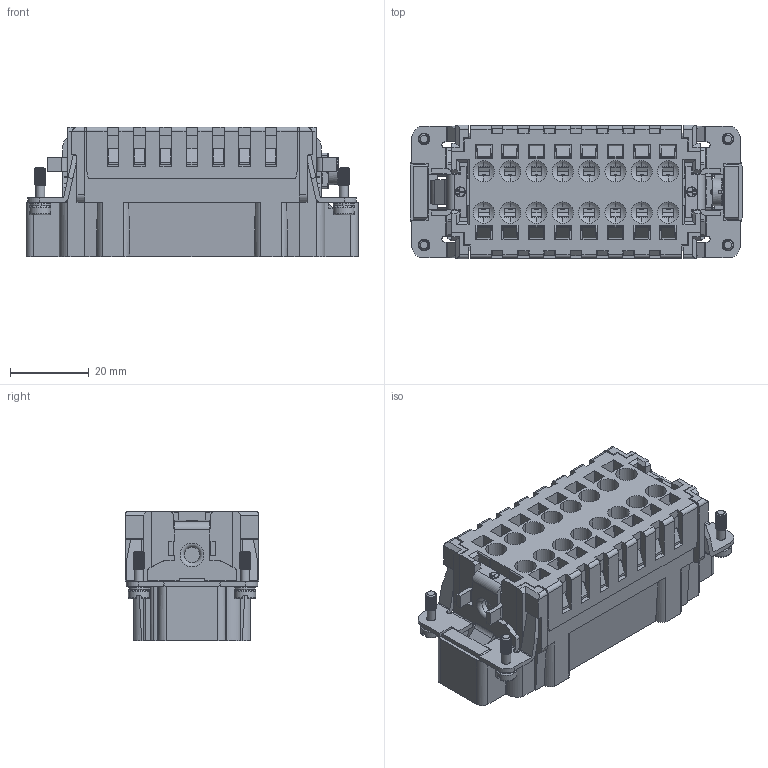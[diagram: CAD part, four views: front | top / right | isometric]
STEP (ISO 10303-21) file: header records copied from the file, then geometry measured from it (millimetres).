
FILE_DESCRIPTION(/* description */ (''),/* implementation_level */ '2;1');
FILE_NAME(/* name */ 'HE-016-MS.stp',/* time_stamp */ '2023-02-09T00:43:34+08:00',/* author */ (''),/* organization */ (''),/* preprocessor_version */ 'ST-DEVELOPER v16',/* originating_system */ 'SIEMENS PLM Software NX 10.0',/* authorisation */ '');
FILE_SCHEMA (('AP203_CONFIGURATION_CONTROLLED_3D_DESIGN_OF_MECHANICAL_PARTS_AND_ASSEMBLIES_MIM_LF { 1 0 10303 403 2 1 2}'));
Products named in the file (1): Admi0A2C26ACrpkc
Bounding box: 84.5 x 34 x 33 mm (x, y, z)
Volume: 36139.5 mm3; surface area: 48852.2 mm2
Topology: 1 solids, 2 shells, 4432 faces, 13393 edges, 8757 vertices
Faces by surface type: plane 2801, cylinder 1175, cone 180, bspline 128, torus 96, sphere 48, revolution 4
Full cylindrical faces by diameter (mm): 2 x7, 2.35 x8, 2.4 x2, 2.562 x2, 2.6 x16, 4 x1, 5.4 x4, 6.4 x2
Entity records: 168151 total; most frequent: CARTESIAN_POINT 47521, ORIENTED_EDGE 26550, DIRECTION 23886, EDGE_CURVE 13275, LINE 9208, VECTOR 9208, VERTEX_POINT 8743, AXIS2_PLACEMENT_3D 7337
